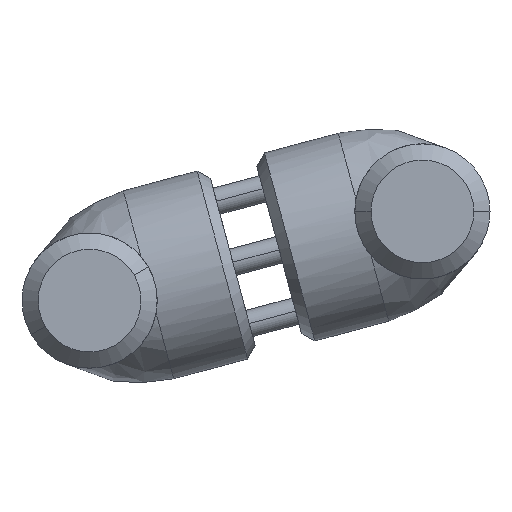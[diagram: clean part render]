
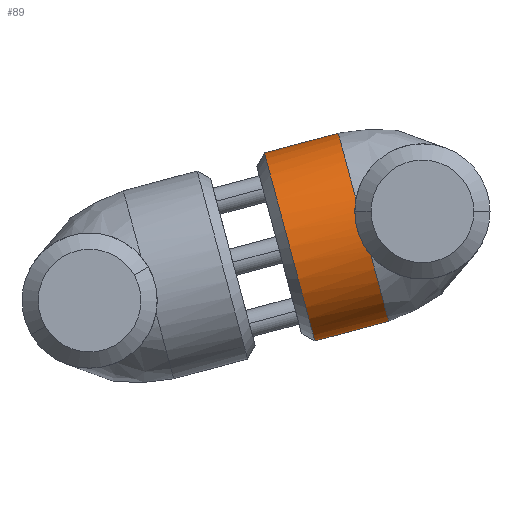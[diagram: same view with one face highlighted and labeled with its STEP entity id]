
A CAD part, front view. The second image highlights one B-rep face of the part: STEP entity #89.
In plain terms, the highlighted cylindrical face has radius 1.8 mm (diameter 3.6 mm), a partial arc.
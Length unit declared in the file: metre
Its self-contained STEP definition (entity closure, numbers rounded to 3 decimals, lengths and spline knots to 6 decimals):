
#89=ADVANCED_FACE('0:2269',(#218),#219,.T.);
#218=FACE_OUTER_BOUND('',#403,.T.);
#219=CYLINDRICAL_SURFACE('',#404,0.0018);
#403=EDGE_LOOP('',(#1008,#1009,#1010,#1011,#1012,#1013,#1014));
#404=AXIS2_PLACEMENT_3D('',#1015,#1016,#1017);
#1008=ORIENTED_EDGE('',*,*,#1437,.T.);
#1009=ORIENTED_EDGE('',*,*,#1485,.F.);
#1010=ORIENTED_EDGE('',*,*,#1442,.T.);
#1011=ORIENTED_EDGE('',*,*,#1487,.F.);
#1012=ORIENTED_EDGE('',*,*,#1453,.F.);
#1013=ORIENTED_EDGE('',*,*,#1482,.F.);
#1014=ORIENTED_EDGE('',*,*,#1488,.F.);
#1015=CARTESIAN_POINT('',(0.025031,0.001727,0.00506));
#1016=DIRECTION('',(0.966,0.,0.259));
#1017=DIRECTION('',(-0.259,0.,0.966));
#1437=EDGE_CURVE('',#1729,#1730,#1731,.T.);
#1442=EDGE_CURVE('',#1740,#1738,#1741,.T.);
#1453=EDGE_CURVE('0:2452',#1758,#1760,#1761,.T.);
#1482=EDGE_CURVE('0:2452',#1802,#1758,#1804,.T.);
#1485=EDGE_CURVE('0:2464',#1740,#1730,#1807,.T.);
#1487=EDGE_CURVE('0:2470',#1760,#1738,#1809,.T.);
#1488=EDGE_CURVE('0:2473',#1729,#1802,#1810,.T.);
#1729=VERTEX_POINT('',#2238);
#1730=VERTEX_POINT('',#2239);
#1731=LINE('',#2240,#2241);
#1738=VERTEX_POINT('',#2260);
#1740=VERTEX_POINT('',#2262);
#1741=LINE('',#2263,#2264);
#1758=VERTEX_POINT('',#2286);
#1760=VERTEX_POINT('',#2289);
#1761=B_SPLINE_CURVE_WITH_KNOTS('',3,(#2290,#2291,#2292,#2293,#2294,#2295,#2296),.UNSPECIFIED.,.F.,.F.,(4,3,4),(0.53693,0.599557,0.645728),.UNSPECIFIED.);
#1802=VERTEX_POINT('',#2383);
#1804=B_SPLINE_CURVE_WITH_KNOTS('',3,(#2398,#2399,#2400,#2401,#2402,#2403,#2404),.UNSPECIFIED.,.F.,.F.,(4,3,4),(0.53693,0.599557,0.645728),.UNSPECIFIED.);
#1807=CIRCLE('',#2407,0.0018);
#1809=CIRCLE('',#2409,0.0018);
#1810=CIRCLE('',#2410,0.0018);
#2238=CARTESIAN_POINT('',(0.025441,0.001727,0.007033));
#2239=CARTESIAN_POINT('',(0.024076,0.001727,0.006667));
#2240=CARTESIAN_POINT('',(0.024565,0.001727,0.006799));
#2241=VECTOR('',#2736,1.0);
#2260=CARTESIAN_POINT('',(0.026373,0.001727,0.003556));
#2262=CARTESIAN_POINT('',(0.025007,0.001727,0.00319));
#2263=CARTESIAN_POINT('',(0.025497,0.001727,0.003321));
#2264=VECTOR('',#2743,1.0);
#2286=CARTESIAN_POINT('',(0.025747,-0.000043,0.005587));
#2289=CARTESIAN_POINT('',(0.026046,0.000009,0.004776));
#2290=CARTESIAN_POINT('',(0.025768,0.000009,0.005814));
#2291=CARTESIAN_POINT('',(0.02573,-0.00005,0.005605));
#2292=CARTESIAN_POINT('',(0.025746,-0.000081,0.005384));
#2293=CARTESIAN_POINT('',(0.025814,-0.000071,0.005183));
#2294=CARTESIAN_POINT('',(0.025865,-0.000063,0.005035));
#2295=CARTESIAN_POINT('',(0.025945,-0.000035,0.004895));
#2296=CARTESIAN_POINT('',(0.026046,0.000009,0.004776));
#2383=CARTESIAN_POINT('',(0.025768,0.000009,0.005814));
#2398=CARTESIAN_POINT('',(0.025768,0.000009,0.005814));
#2399=CARTESIAN_POINT('',(0.02573,-0.00005,0.005605));
#2400=CARTESIAN_POINT('',(0.025746,-0.000081,0.005384));
#2401=CARTESIAN_POINT('',(0.025814,-0.000071,0.005183));
#2402=CARTESIAN_POINT('',(0.025865,-0.000063,0.005035));
#2403=CARTESIAN_POINT('',(0.025945,-0.000035,0.004895));
#2404=CARTESIAN_POINT('',(0.026046,0.000009,0.004776));
#2407=AXIS2_PLACEMENT_3D('',#2826,#2827,#2828);
#2409=AXIS2_PLACEMENT_3D('',#2832,#2833,#2834);
#2410=AXIS2_PLACEMENT_3D('',#2835,#2836,#2837);
#2736=DIRECTION('',(-0.966,0.,-0.259));
#2743=DIRECTION('',(0.966,0.,0.259));
#2826=CARTESIAN_POINT('',(0.024542,0.001727,0.004929));
#2827=DIRECTION('',(-0.966,0.,-0.259));
#2828=DIRECTION('',(0.259,0.,-0.966));
#2832=CARTESIAN_POINT('',(0.025907,0.001727,0.005295));
#2833=DIRECTION('',(0.966,0.,0.259));
#2834=DIRECTION('',(0.259,0.,-0.966));
#2835=CARTESIAN_POINT('',(0.025907,0.001727,0.005295));
#2836=DIRECTION('',(0.966,0.,0.259));
#2837=DIRECTION('',(0.259,0.,-0.966));
